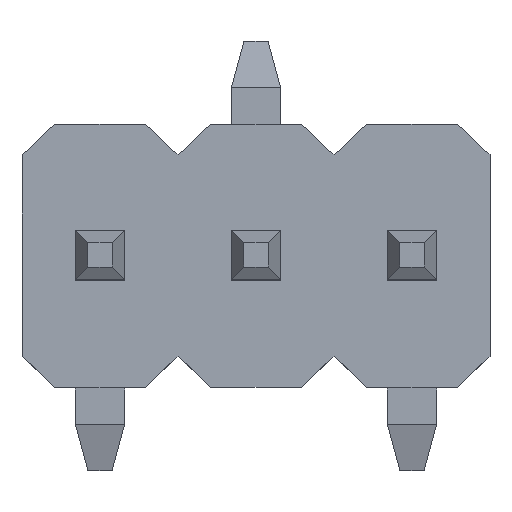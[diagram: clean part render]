
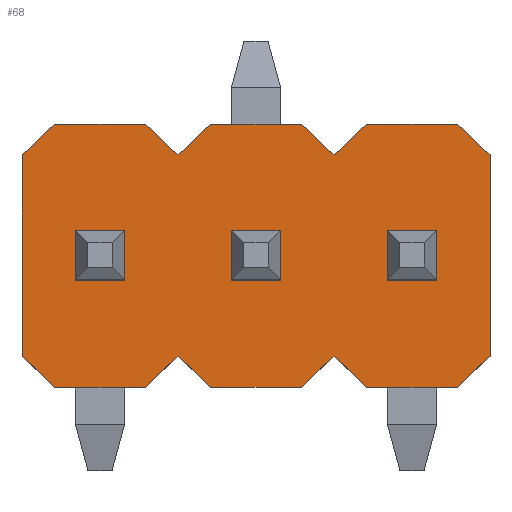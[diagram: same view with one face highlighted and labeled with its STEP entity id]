
A CAD part, top view. The second image highlights one B-rep face of the part: STEP entity #68.
In plain terms, the highlighted planar face has unit normal (0, 0, 1).
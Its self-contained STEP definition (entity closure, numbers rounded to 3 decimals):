
#32 = EDGE_CURVE('',#33,#35,#37,.T.);
#33 = VERTEX_POINT('',#34);
#34 = CARTESIAN_POINT('',(-1.905,0.82,2.1));
#35 = VERTEX_POINT('',#36);
#36 = CARTESIAN_POINT('',(-1.905,-0.82,2.1));
#37 = LINE('',#38,#39);
#38 = CARTESIAN_POINT('',(-1.905,0.,2.1));
#39 = VECTOR('',#40,1.);
#40 = DIRECTION('',(0.,-1.,0.));
#68 = ADVANCED_FACE('',(#69,#103,#137,#171),#324,.T.);
#69 = FACE_BOUND('',#70,.T.);
#70 = EDGE_LOOP('',(#71,#81,#89,#97));
#71 = ORIENTED_EDGE('',*,*,#72,.F.);
#72 = EDGE_CURVE('',#73,#75,#77,.T.);
#73 = VERTEX_POINT('',#74);
#74 = CARTESIAN_POINT('',(-0.2,0.2,2.1));
#75 = VERTEX_POINT('',#76);
#76 = CARTESIAN_POINT('',(-0.2,-0.2,2.1));
#77 = LINE('',#78,#79);
#78 = CARTESIAN_POINT('',(-0.2,0.,2.1));
#79 = VECTOR('',#80,1.);
#80 = DIRECTION('',(0.,-1.,0.));
#81 = ORIENTED_EDGE('',*,*,#82,.F.);
#82 = EDGE_CURVE('',#83,#73,#85,.T.);
#83 = VERTEX_POINT('',#84);
#84 = CARTESIAN_POINT('',(0.2,0.2,2.1));
#85 = LINE('',#86,#87);
#86 = CARTESIAN_POINT('',(1.905,0.2,2.1));
#87 = VECTOR('',#88,1.);
#88 = DIRECTION('',(-1.,0.,0.));
#89 = ORIENTED_EDGE('',*,*,#90,.T.);
#90 = EDGE_CURVE('',#83,#91,#93,.T.);
#91 = VERTEX_POINT('',#92);
#92 = CARTESIAN_POINT('',(0.2,-0.2,2.1));
#93 = LINE('',#94,#95);
#94 = CARTESIAN_POINT('',(0.2,0.,2.1));
#95 = VECTOR('',#96,1.);
#96 = DIRECTION('',(0.,-1.,0.));
#97 = ORIENTED_EDGE('',*,*,#98,.T.);
#98 = EDGE_CURVE('',#91,#75,#99,.T.);
#99 = LINE('',#100,#101);
#100 = CARTESIAN_POINT('',(1.905,-0.2,2.1));
#101 = VECTOR('',#102,1.);
#102 = DIRECTION('',(-1.,0.,0.));
#103 = FACE_BOUND('',#104,.T.);
#104 = EDGE_LOOP('',(#105,#115,#123,#131));
#105 = ORIENTED_EDGE('',*,*,#106,.F.);
#106 = EDGE_CURVE('',#107,#109,#111,.T.);
#107 = VERTEX_POINT('',#108);
#108 = CARTESIAN_POINT('',(-1.47,0.2,2.1));
#109 = VERTEX_POINT('',#110);
#110 = CARTESIAN_POINT('',(-1.47,-0.2,2.1));
#111 = LINE('',#112,#113);
#112 = CARTESIAN_POINT('',(-1.47,0.,2.1));
#113 = VECTOR('',#114,1.);
#114 = DIRECTION('',(0.,-1.,0.));
#115 = ORIENTED_EDGE('',*,*,#116,.F.);
#116 = EDGE_CURVE('',#117,#107,#119,.T.);
#117 = VERTEX_POINT('',#118);
#118 = CARTESIAN_POINT('',(-1.07,0.2,2.1));
#119 = LINE('',#120,#121);
#120 = CARTESIAN_POINT('',(1.905,0.2,2.1));
#121 = VECTOR('',#122,1.);
#122 = DIRECTION('',(-1.,0.,0.));
#123 = ORIENTED_EDGE('',*,*,#124,.T.);
#124 = EDGE_CURVE('',#117,#125,#127,.T.);
#125 = VERTEX_POINT('',#126);
#126 = CARTESIAN_POINT('',(-1.07,-0.2,2.1));
#127 = LINE('',#128,#129);
#128 = CARTESIAN_POINT('',(-1.07,0.,2.1));
#129 = VECTOR('',#130,1.);
#130 = DIRECTION('',(0.,-1.,0.));
#131 = ORIENTED_EDGE('',*,*,#132,.T.);
#132 = EDGE_CURVE('',#125,#109,#133,.T.);
#133 = LINE('',#134,#135);
#134 = CARTESIAN_POINT('',(1.905,-0.2,2.1));
#135 = VECTOR('',#136,1.);
#136 = DIRECTION('',(-1.,0.,0.));
#137 = FACE_BOUND('',#138,.T.);
#138 = EDGE_LOOP('',(#139,#149,#157,#165));
#139 = ORIENTED_EDGE('',*,*,#140,.F.);
#140 = EDGE_CURVE('',#141,#143,#145,.T.);
#141 = VERTEX_POINT('',#142);
#142 = CARTESIAN_POINT('',(1.07,0.2,2.1));
#143 = VERTEX_POINT('',#144);
#144 = CARTESIAN_POINT('',(1.07,-0.2,2.1));
#145 = LINE('',#146,#147);
#146 = CARTESIAN_POINT('',(1.07,0.,2.1));
#147 = VECTOR('',#148,1.);
#148 = DIRECTION('',(0.,-1.,0.));
#149 = ORIENTED_EDGE('',*,*,#150,.F.);
#150 = EDGE_CURVE('',#151,#141,#153,.T.);
#151 = VERTEX_POINT('',#152);
#152 = CARTESIAN_POINT('',(1.47,0.2,2.1));
#153 = LINE('',#154,#155);
#154 = CARTESIAN_POINT('',(1.905,0.2,2.1));
#155 = VECTOR('',#156,1.);
#156 = DIRECTION('',(-1.,0.,0.));
#157 = ORIENTED_EDGE('',*,*,#158,.T.);
#158 = EDGE_CURVE('',#151,#159,#161,.T.);
#159 = VERTEX_POINT('',#160);
#160 = CARTESIAN_POINT('',(1.47,-0.2,2.1));
#161 = LINE('',#162,#163);
#162 = CARTESIAN_POINT('',(1.47,0.,2.1));
#163 = VECTOR('',#164,1.);
#164 = DIRECTION('',(0.,-1.,0.));
#165 = ORIENTED_EDGE('',*,*,#166,.T.);
#166 = EDGE_CURVE('',#159,#143,#167,.T.);
#167 = LINE('',#168,#169);
#168 = CARTESIAN_POINT('',(1.905,-0.2,2.1));
#169 = VECTOR('',#170,1.);
#170 = DIRECTION('',(-1.,0.,0.));
#171 = FACE_BOUND('',#172,.T.);
#172 = EDGE_LOOP('',(#173,#181,#182,#190,#198,#206,#214,#222,#230,#238,
    #246,#254,#262,#270,#278,#286,#294,#302,#310,#318));
#173 = ORIENTED_EDGE('',*,*,#174,.F.);
#174 = EDGE_CURVE('',#33,#175,#177,.T.);
#175 = VERTEX_POINT('',#176);
#176 = CARTESIAN_POINT('',(-1.64,1.07,2.1));
#177 = LINE('',#178,#179);
#178 = CARTESIAN_POINT('',(-0.3,2.335,2.1));
#179 = VECTOR('',#180,1.);
#180 = DIRECTION('',(0.727,0.687,0.)
  );
#181 = ORIENTED_EDGE('',*,*,#32,.T.);
#182 = ORIENTED_EDGE('',*,*,#183,.T.);
#183 = EDGE_CURVE('',#35,#184,#186,.T.);
#184 = VERTEX_POINT('',#185);
#185 = CARTESIAN_POINT('',(-1.64,-1.07,2.1));
#186 = LINE('',#187,#188);
#187 = CARTESIAN_POINT('',(-0.3,-2.335,2.1));
#188 = VECTOR('',#189,1.);
#189 = DIRECTION('',(0.727,-0.687,0.
    ));
#190 = ORIENTED_EDGE('',*,*,#191,.F.);
#191 = EDGE_CURVE('',#192,#184,#194,.T.);
#192 = VERTEX_POINT('',#193);
#193 = CARTESIAN_POINT('',(-0.9,-1.07,2.1));
#194 = LINE('',#195,#196);
#195 = CARTESIAN_POINT('',(1.905,-1.07,2.1));
#196 = VECTOR('',#197,1.);
#197 = DIRECTION('',(-1.,0.,0.));
#198 = ORIENTED_EDGE('',*,*,#199,.F.);
#199 = EDGE_CURVE('',#200,#192,#202,.T.);
#200 = VERTEX_POINT('',#201);
#201 = CARTESIAN_POINT('',(-0.635,-0.82,2.1));
#202 = LINE('',#203,#204);
#203 = CARTESIAN_POINT('',(1.117,0.834,2.1));
#204 = VECTOR('',#205,1.);
#205 = DIRECTION('',(-0.727,-0.687,
    0.));
#206 = ORIENTED_EDGE('',*,*,#207,.T.);
#207 = EDGE_CURVE('',#200,#208,#210,.T.);
#208 = VERTEX_POINT('',#209);
#209 = CARTESIAN_POINT('',(-0.37,-1.07,2.1));
#210 = LINE('',#211,#212);
#211 = CARTESIAN_POINT('',(0.299,-1.701,2.1));
#212 = VECTOR('',#213,1.);
#213 = DIRECTION('',(0.727,-0.687,0.
    ));
#214 = ORIENTED_EDGE('',*,*,#215,.F.);
#215 = EDGE_CURVE('',#216,#208,#218,.T.);
#216 = VERTEX_POINT('',#217);
#217 = CARTESIAN_POINT('',(0.37,-1.07,2.1));
#218 = LINE('',#219,#220);
#219 = CARTESIAN_POINT('',(1.905,-1.07,2.1));
#220 = VECTOR('',#221,1.);
#221 = DIRECTION('',(-1.,0.,0.));
#222 = ORIENTED_EDGE('',*,*,#223,.F.);
#223 = EDGE_CURVE('',#224,#216,#226,.T.);
#224 = VERTEX_POINT('',#225);
#225 = CARTESIAN_POINT('',(0.635,-0.82,2.1));
#226 = LINE('',#227,#228);
#227 = CARTESIAN_POINT('',(1.716,0.2,2.1));
#228 = VECTOR('',#229,1.);
#229 = DIRECTION('',(-0.727,-0.687,
    0.));
#230 = ORIENTED_EDGE('',*,*,#231,.T.);
#231 = EDGE_CURVE('',#224,#232,#234,.T.);
#232 = VERTEX_POINT('',#233);
#233 = CARTESIAN_POINT('',(0.9,-1.07,2.1));
#234 = LINE('',#235,#236);
#235 = CARTESIAN_POINT('',(0.897,-1.067,2.1));
#236 = VECTOR('',#237,1.);
#237 = DIRECTION('',(0.727,-0.687,0.
    ));
#238 = ORIENTED_EDGE('',*,*,#239,.F.);
#239 = EDGE_CURVE('',#240,#232,#242,.T.);
#240 = VERTEX_POINT('',#241);
#241 = CARTESIAN_POINT('',(1.64,-1.07,2.1));
#242 = LINE('',#243,#244);
#243 = CARTESIAN_POINT('',(1.905,-1.07,2.1));
#244 = VECTOR('',#245,1.);
#245 = DIRECTION('',(-1.,0.,0.));
#246 = ORIENTED_EDGE('',*,*,#247,.F.);
#247 = EDGE_CURVE('',#248,#240,#250,.T.);
#248 = VERTEX_POINT('',#249);
#249 = CARTESIAN_POINT('',(1.905,-0.82,2.1));
#250 = LINE('',#251,#252);
#251 = CARTESIAN_POINT('',(2.314,-0.434,2.1));
#252 = VECTOR('',#253,1.);
#253 = DIRECTION('',(-0.727,-0.687,
    0.));
#254 = ORIENTED_EDGE('',*,*,#255,.F.);
#255 = EDGE_CURVE('',#256,#248,#258,.T.);
#256 = VERTEX_POINT('',#257);
#257 = CARTESIAN_POINT('',(1.905,0.82,2.1));
#258 = LINE('',#259,#260);
#259 = CARTESIAN_POINT('',(1.905,0.,2.1));
#260 = VECTOR('',#261,1.);
#261 = DIRECTION('',(0.,-1.,0.));
#262 = ORIENTED_EDGE('',*,*,#263,.T.);
#263 = EDGE_CURVE('',#256,#264,#266,.T.);
#264 = VERTEX_POINT('',#265);
#265 = CARTESIAN_POINT('',(1.64,1.07,2.1));
#266 = LINE('',#267,#268);
#267 = CARTESIAN_POINT('',(2.314,0.434,2.1));
#268 = VECTOR('',#269,1.);
#269 = DIRECTION('',(-0.727,0.687,0.)
  );
#270 = ORIENTED_EDGE('',*,*,#271,.T.);
#271 = EDGE_CURVE('',#264,#272,#274,.T.);
#272 = VERTEX_POINT('',#273);
#273 = CARTESIAN_POINT('',(0.9,1.07,2.1));
#274 = LINE('',#275,#276);
#275 = CARTESIAN_POINT('',(1.905,1.07,2.1));
#276 = VECTOR('',#277,1.);
#277 = DIRECTION('',(-1.,0.,0.));
#278 = ORIENTED_EDGE('',*,*,#279,.F.);
#279 = EDGE_CURVE('',#280,#272,#282,.T.);
#280 = VERTEX_POINT('',#281);
#281 = CARTESIAN_POINT('',(0.635,0.82,2.1));
#282 = LINE('',#283,#284);
#283 = CARTESIAN_POINT('',(0.897,1.067,2.1));
#284 = VECTOR('',#285,1.);
#285 = DIRECTION('',(0.727,0.687,0.)
  );
#286 = ORIENTED_EDGE('',*,*,#287,.T.);
#287 = EDGE_CURVE('',#280,#288,#290,.T.);
#288 = VERTEX_POINT('',#289);
#289 = CARTESIAN_POINT('',(0.37,1.07,2.1));
#290 = LINE('',#291,#292);
#291 = CARTESIAN_POINT('',(1.716,-0.2,2.1));
#292 = VECTOR('',#293,1.);
#293 = DIRECTION('',(-0.727,0.687,0.)
  );
#294 = ORIENTED_EDGE('',*,*,#295,.T.);
#295 = EDGE_CURVE('',#288,#296,#298,.T.);
#296 = VERTEX_POINT('',#297);
#297 = CARTESIAN_POINT('',(-0.37,1.07,2.1));
#298 = LINE('',#299,#300);
#299 = CARTESIAN_POINT('',(1.905,1.07,2.1));
#300 = VECTOR('',#301,1.);
#301 = DIRECTION('',(-1.,0.,0.));
#302 = ORIENTED_EDGE('',*,*,#303,.F.);
#303 = EDGE_CURVE('',#304,#296,#306,.T.);
#304 = VERTEX_POINT('',#305);
#305 = CARTESIAN_POINT('',(-0.635,0.82,2.1));
#306 = LINE('',#307,#308);
#307 = CARTESIAN_POINT('',(0.299,1.701,2.1));
#308 = VECTOR('',#309,1.);
#309 = DIRECTION('',(0.727,0.687,0.)
  );
#310 = ORIENTED_EDGE('',*,*,#311,.T.);
#311 = EDGE_CURVE('',#304,#312,#314,.T.);
#312 = VERTEX_POINT('',#313);
#313 = CARTESIAN_POINT('',(-0.9,1.07,2.1));
#314 = LINE('',#315,#316);
#315 = CARTESIAN_POINT('',(1.117,-0.834,2.1));
#316 = VECTOR('',#317,1.);
#317 = DIRECTION('',(-0.727,0.687,0.)
  );
#318 = ORIENTED_EDGE('',*,*,#319,.T.);
#319 = EDGE_CURVE('',#312,#175,#320,.T.);
#320 = LINE('',#321,#322);
#321 = CARTESIAN_POINT('',(1.905,1.07,2.1));
#322 = VECTOR('',#323,1.);
#323 = DIRECTION('',(-1.,0.,0.));
#324 = PLANE('',#325);
#325 = AXIS2_PLACEMENT_3D('',#326,#327,#328);
#326 = CARTESIAN_POINT('',(1.905,0.,2.1));
#327 = DIRECTION('',(0.,0.,1.));
#328 = DIRECTION('',(0.,1.,0.));
